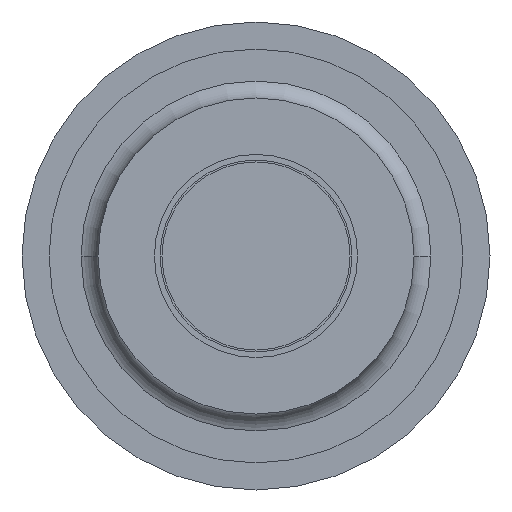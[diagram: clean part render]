
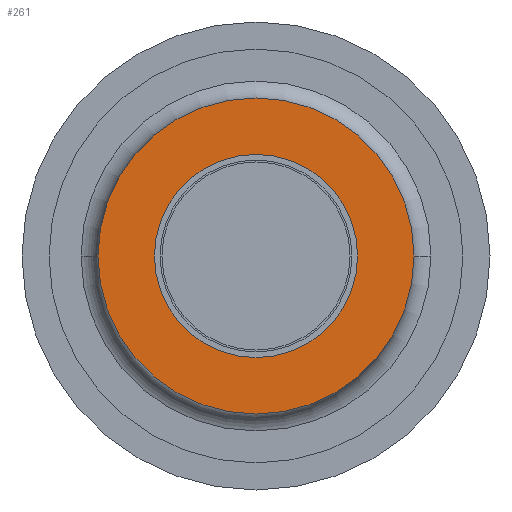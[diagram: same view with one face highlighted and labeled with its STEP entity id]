
A CAD part, front view. The second image highlights one B-rep face of the part: STEP entity #261.
In plain terms, the highlighted planar face has unit normal (0, -1, 0).
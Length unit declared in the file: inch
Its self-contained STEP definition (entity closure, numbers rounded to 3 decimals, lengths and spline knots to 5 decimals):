
#31 = EDGE_LOOP ( 'NONE', ( #154, #155 ) ) ;
#38 = EDGE_LOOP ( 'NONE', ( #156, #157 ) ) ;
#154 = ORIENTED_EDGE ( 'NONE', *, *, #1866, .F. ) ;
#155 = ORIENTED_EDGE ( 'NONE', *, *, #1810, .F. ) ;
#156 = ORIENTED_EDGE ( 'NONE', *, *, #1815, .T. ) ;
#157 = ORIENTED_EDGE ( 'NONE', *, *, #1836, .T. ) ;
#213 = FACE_BOUND ( 'NONE', #31, .T. ) ;
#261 = ADVANCED_FACE ( 'NONE', ( #213, #1450 ), #1033, .T. ) ;
#666 = CARTESIAN_POINT ( 'NONE',  ( 0.21, -0.62, 0. ) ) ;
#775 = CARTESIAN_POINT ( 'NONE',  ( 0.135, -0.62, 0. ) ) ;
#782 = CARTESIAN_POINT ( 'NONE',  ( -0.21, -0.62, 0. ) ) ;
#915 = DIRECTION ( 'NONE',  ( -1., 0., 0. ) ) ;
#916 = DIRECTION ( 'NONE',  ( 0., -1., 0. ) ) ;
#918 = CARTESIAN_POINT ( 'NONE',  ( 0., -0.62, 0. ) ) ;
#1033 = PLANE ( 'NONE',  #1821 ) ;
#1049 = DIRECTION ( 'NONE',  ( 0., -1., 0. ) ) ;
#1051 = CARTESIAN_POINT ( 'NONE',  ( 0., -0.62, 0. ) ) ;
#1052 = DIRECTION ( 'NONE',  ( -1., 0., 0. ) ) ;
#1053 = DIRECTION ( 'NONE',  ( -1., 0., 0. ) ) ;
#1055 = DIRECTION ( 'NONE',  ( 0., -1., 0. ) ) ;
#1056 = CARTESIAN_POINT ( 'NONE',  ( 0., -0.62, 0. ) ) ;
#1125 = DIRECTION ( 'NONE',  ( -1., 0., 0. ) ) ;
#1126 = DIRECTION ( 'NONE',  ( 0., -1., 0. ) ) ;
#1128 = CARTESIAN_POINT ( 'NONE',  ( 0., -0.62, 0. ) ) ;
#1138 = DIRECTION ( 'NONE',  ( -1., 0., 0. ) ) ;
#1139 = DIRECTION ( 'NONE',  ( 0., -1., 0. ) ) ;
#1140 = CARTESIAN_POINT ( 'NONE',  ( 0., -0.62, 0. ) ) ;
#1143 = CARTESIAN_POINT ( 'NONE',  ( -0.135, -0.62, 0. ) ) ;
#1243 = CIRCLE ( 'NONE', #1725, 0.135 ) ;
#1297 = CIRCLE ( 'NONE', #1740, 0.21 ) ;
#1318 = CIRCLE ( 'NONE', #1751, 0.21 ) ;
#1324 = CIRCLE ( 'NONE', #1754, 0.135 ) ;
#1376 = VERTEX_POINT ( 'NONE', #782 ) ;
#1397 = VERTEX_POINT ( 'NONE', #666 ) ;
#1431 = VERTEX_POINT ( 'NONE', #775 ) ;
#1432 = VERTEX_POINT ( 'NONE', #1143 ) ;
#1450 = FACE_OUTER_BOUND ( 'NONE', #38, .T. ) ;
#1725 = AXIS2_PLACEMENT_3D ( 'NONE', #918, #916, #915 ) ;
#1740 = AXIS2_PLACEMENT_3D ( 'NONE', #1056, #1055, #1053 ) ;
#1751 = AXIS2_PLACEMENT_3D ( 'NONE', #1128, #1126, #1125 ) ;
#1754 = AXIS2_PLACEMENT_3D ( 'NONE', #1140, #1139, #1138 ) ;
#1810 = EDGE_CURVE ( 'NONE', #1432, #1431, #1324, .T. ) ;
#1815 = EDGE_CURVE ( 'NONE', #1397, #1376, #1318, .T. ) ;
#1821 = AXIS2_PLACEMENT_3D ( 'NONE', #1051, #1049, #1052 ) ;
#1836 = EDGE_CURVE ( 'NONE', #1376, #1397, #1297, .T. ) ;
#1866 = EDGE_CURVE ( 'NONE', #1431, #1432, #1243, .T. ) ;
